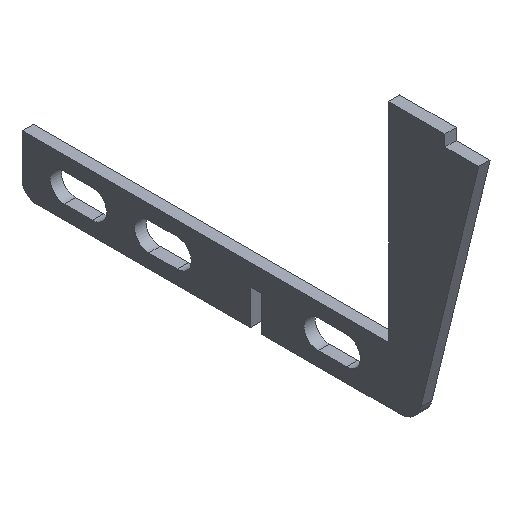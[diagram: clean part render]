
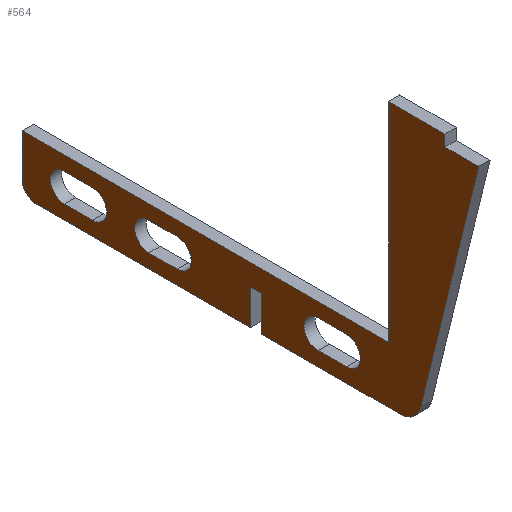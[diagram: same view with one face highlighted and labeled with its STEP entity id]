
A CAD part, isometric view. The second image highlights one B-rep face of the part: STEP entity #564.
In plain terms, the highlighted planar face has unit normal (-1, 0, 0).
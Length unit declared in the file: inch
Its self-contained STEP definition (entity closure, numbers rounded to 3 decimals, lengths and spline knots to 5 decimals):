
#18=FACE_BOUND('',#104,.T.);
#19=FACE_BOUND('',#105,.T.);
#20=FACE_BOUND('',#106,.T.);
#21=CIRCLE('',#589,0.5);
#23=CIRCLE('',#593,0.5);
#25=CIRCLE('',#597,0.5);
#27=CIRCLE('',#601,0.5);
#29=CIRCLE('',#605,0.5);
#31=CIRCLE('',#609,0.5);
#33=CIRCLE('',#612,0.75);
#35=CIRCLE('',#622,0.5);
#72=FACE_OUTER_BOUND('',#103,.T.);
#103=EDGE_LOOP('',(#491,#492,#493,#494,#495,#496,#497,#498,#499,#500,#501,
#502,#503,#504));
#104=EDGE_LOOP('',(#505,#506,#507,#508));
#105=EDGE_LOOP('',(#509,#510,#511,#512));
#106=EDGE_LOOP('',(#513,#514,#515,#516));
#107=LINE('',#787,#169);
#112=LINE('',#801,#174);
#115=LINE('',#811,#177);
#120=LINE('',#825,#182);
#123=LINE('',#835,#185);
#128=LINE('',#849,#190);
#133=LINE('',#867,#195);
#136=LINE('',#873,#198);
#139=LINE('',#879,#201);
#142=LINE('',#885,#204);
#145=LINE('',#891,#207);
#148=LINE('',#897,#210);
#151=LINE('',#903,#213);
#155=LINE('',#915,#217);
#158=LINE('',#921,#220);
#161=LINE('',#927,#223);
#164=LINE('',#933,#226);
#167=LINE('',#938,#229);
#169=VECTOR('',#635,0.3937);
#174=VECTOR('',#648,0.3937);
#177=VECTOR('',#659,0.3937);
#182=VECTOR('',#672,0.3937);
#185=VECTOR('',#683,0.3937);
#190=VECTOR('',#696,0.3937);
#195=VECTOR('',#715,0.3937);
#198=VECTOR('',#720,0.3937);
#201=VECTOR('',#725,0.3937);
#204=VECTOR('',#730,0.3937);
#207=VECTOR('',#735,0.3937);
#210=VECTOR('',#740,0.3937);
#213=VECTOR('',#745,0.3937);
#217=VECTOR('',#757,0.3937);
#220=VECTOR('',#762,0.3937);
#223=VECTOR('',#767,0.3937);
#226=VECTOR('',#772,0.3937);
#229=VECTOR('',#777,0.3937);
#231=VERTEX_POINT('',#785);
#232=VERTEX_POINT('',#786);
#235=VERTEX_POINT('',#794);
#237=VERTEX_POINT('',#800);
#239=VERTEX_POINT('',#809);
#240=VERTEX_POINT('',#810);
#243=VERTEX_POINT('',#818);
#245=VERTEX_POINT('',#824);
#247=VERTEX_POINT('',#833);
#248=VERTEX_POINT('',#834);
#251=VERTEX_POINT('',#842);
#253=VERTEX_POINT('',#848);
#255=VERTEX_POINT('',#857);
#256=VERTEX_POINT('',#858);
#259=VERTEX_POINT('',#866);
#261=VERTEX_POINT('',#872);
#263=VERTEX_POINT('',#878);
#265=VERTEX_POINT('',#884);
#267=VERTEX_POINT('',#890);
#269=VERTEX_POINT('',#896);
#271=VERTEX_POINT('',#902);
#273=VERTEX_POINT('',#908);
#275=VERTEX_POINT('',#914);
#277=VERTEX_POINT('',#920);
#279=VERTEX_POINT('',#926);
#281=VERTEX_POINT('',#932);
#283=EDGE_CURVE('',#231,#232,#107,.T.);
#287=EDGE_CURVE('',#235,#231,#21,.T.);
#290=EDGE_CURVE('',#237,#235,#112,.T.);
#293=EDGE_CURVE('',#232,#237,#23,.T.);
#295=EDGE_CURVE('',#239,#240,#115,.T.);
#299=EDGE_CURVE('',#243,#239,#25,.T.);
#302=EDGE_CURVE('',#245,#243,#120,.T.);
#305=EDGE_CURVE('',#240,#245,#27,.T.);
#307=EDGE_CURVE('',#247,#248,#123,.T.);
#311=EDGE_CURVE('',#251,#247,#29,.T.);
#314=EDGE_CURVE('',#253,#251,#128,.T.);
#317=EDGE_CURVE('',#248,#253,#31,.T.);
#319=EDGE_CURVE('',#255,#256,#33,.T.);
#323=EDGE_CURVE('',#259,#255,#133,.T.);
#326=EDGE_CURVE('',#261,#259,#136,.T.);
#329=EDGE_CURVE('',#263,#261,#139,.T.);
#332=EDGE_CURVE('',#265,#263,#142,.T.);
#335=EDGE_CURVE('',#267,#265,#145,.T.);
#338=EDGE_CURVE('',#269,#267,#148,.T.);
#341=EDGE_CURVE('',#271,#269,#151,.T.);
#344=EDGE_CURVE('',#273,#271,#35,.T.);
#347=EDGE_CURVE('',#275,#273,#155,.T.);
#350=EDGE_CURVE('',#277,#275,#158,.T.);
#353=EDGE_CURVE('',#279,#277,#161,.T.);
#356=EDGE_CURVE('',#281,#279,#164,.T.);
#359=EDGE_CURVE('',#256,#281,#167,.T.);
#491=ORIENTED_EDGE('',*,*,#359,.F.);
#492=ORIENTED_EDGE('',*,*,#319,.F.);
#493=ORIENTED_EDGE('',*,*,#323,.F.);
#494=ORIENTED_EDGE('',*,*,#326,.F.);
#495=ORIENTED_EDGE('',*,*,#329,.F.);
#496=ORIENTED_EDGE('',*,*,#332,.F.);
#497=ORIENTED_EDGE('',*,*,#335,.F.);
#498=ORIENTED_EDGE('',*,*,#338,.F.);
#499=ORIENTED_EDGE('',*,*,#341,.F.);
#500=ORIENTED_EDGE('',*,*,#344,.F.);
#501=ORIENTED_EDGE('',*,*,#347,.F.);
#502=ORIENTED_EDGE('',*,*,#350,.F.);
#503=ORIENTED_EDGE('',*,*,#353,.F.);
#504=ORIENTED_EDGE('',*,*,#356,.F.);
#505=ORIENTED_EDGE('',*,*,#317,.F.);
#506=ORIENTED_EDGE('',*,*,#307,.F.);
#507=ORIENTED_EDGE('',*,*,#311,.F.);
#508=ORIENTED_EDGE('',*,*,#314,.F.);
#509=ORIENTED_EDGE('',*,*,#305,.F.);
#510=ORIENTED_EDGE('',*,*,#295,.F.);
#511=ORIENTED_EDGE('',*,*,#299,.F.);
#512=ORIENTED_EDGE('',*,*,#302,.F.);
#513=ORIENTED_EDGE('',*,*,#293,.F.);
#514=ORIENTED_EDGE('',*,*,#283,.F.);
#515=ORIENTED_EDGE('',*,*,#287,.F.);
#516=ORIENTED_EDGE('',*,*,#290,.F.);
#536=PLANE('',#630);
#564=ADVANCED_FACE('',(#72,#18,#19,#20),#536,.F.);
#589=AXIS2_PLACEMENT_3D('',#795,#641,#642);
#593=AXIS2_PLACEMENT_3D('',#806,#653,#654);
#597=AXIS2_PLACEMENT_3D('',#819,#665,#666);
#601=AXIS2_PLACEMENT_3D('',#830,#677,#678);
#605=AXIS2_PLACEMENT_3D('',#843,#689,#690);
#609=AXIS2_PLACEMENT_3D('',#854,#701,#702);
#612=AXIS2_PLACEMENT_3D('',#859,#707,#708);
#622=AXIS2_PLACEMENT_3D('',#909,#750,#751);
#630=AXIS2_PLACEMENT_3D('',#941,#781,#782);
#635=DIRECTION('',(0.,1.,0.));
#641=DIRECTION('center_axis',(-1.,0.,0.));
#642=DIRECTION('ref_axis',(0.,1.,0.));
#648=DIRECTION('',(0.,-1.,0.));
#653=DIRECTION('center_axis',(-1.,0.,0.));
#654=DIRECTION('ref_axis',(0.,-1.,0.));
#659=DIRECTION('',(0.,1.,0.));
#665=DIRECTION('center_axis',(-1.,0.,0.));
#666=DIRECTION('ref_axis',(0.,1.,0.));
#672=DIRECTION('',(0.,-1.,0.));
#677=DIRECTION('center_axis',(-1.,0.,0.));
#678=DIRECTION('ref_axis',(0.,-1.,0.));
#683=DIRECTION('',(0.,1.,0.));
#689=DIRECTION('center_axis',(-1.,0.,0.));
#690=DIRECTION('ref_axis',(0.,1.,0.));
#696=DIRECTION('',(0.,-1.,0.));
#701=DIRECTION('center_axis',(-1.,0.,0.));
#702=DIRECTION('ref_axis',(0.,-1.,0.));
#707=DIRECTION('center_axis',(1.,0.,0.));
#708=DIRECTION('ref_axis',(0.,-0.971,-0.237));
#715=DIRECTION('',(0.,0.237,-0.971));
#720=DIRECTION('',(0.,-1.,0.));
#725=DIRECTION('',(0.,0.,-1.));
#730=DIRECTION('',(0.,-1.,0.));
#735=DIRECTION('',(0.,0.,1.));
#740=DIRECTION('',(0.,-1.,0.));
#745=DIRECTION('',(0.,0.,1.));
#750=DIRECTION('center_axis',(1.,0.,0.));
#751=DIRECTION('ref_axis',(0.,0.,-1.));
#757=DIRECTION('',(0.,1.,0.));
#762=DIRECTION('',(0.,0.,-1.));
#767=DIRECTION('',(0.,1.,0.));
#772=DIRECTION('',(0.,0.,1.));
#777=DIRECTION('',(0.,1.,0.));
#781=DIRECTION('center_axis',(1.,0.,0.));
#782=DIRECTION('ref_axis',(0.,0.,-1.));
#785=CARTESIAN_POINT('',(0.,12.5,-7.9));
#786=CARTESIAN_POINT('',(0.,13.5,-7.9));
#787=CARTESIAN_POINT('',(0.,12.5,-7.9));
#794=CARTESIAN_POINT('',(0.,12.5,-8.9));
#795=CARTESIAN_POINT('Origin',(0.,12.5,-8.4));
#800=CARTESIAN_POINT('',(0.,13.5,-8.9));
#801=CARTESIAN_POINT('',(0.,13.5,-8.9));
#806=CARTESIAN_POINT('Origin',(0.,13.5,-8.4));
#809=CARTESIAN_POINT('',(0.,9.5,-7.9));
#810=CARTESIAN_POINT('',(0.,10.5,-7.9));
#811=CARTESIAN_POINT('',(0.,9.5,-7.9));
#818=CARTESIAN_POINT('',(0.,9.5,-8.9));
#819=CARTESIAN_POINT('Origin',(0.,9.5,-8.4));
#824=CARTESIAN_POINT('',(0.,10.5,-8.9));
#825=CARTESIAN_POINT('',(0.,10.5,-8.9));
#830=CARTESIAN_POINT('Origin',(0.,10.5,-8.4));
#833=CARTESIAN_POINT('',(0.,3.5,-7.9));
#834=CARTESIAN_POINT('',(0.,4.5,-7.9));
#835=CARTESIAN_POINT('',(0.,3.5,-7.9));
#842=CARTESIAN_POINT('',(0.,3.5,-8.9));
#843=CARTESIAN_POINT('Origin',(0.,3.5,-8.4));
#848=CARTESIAN_POINT('',(0.,4.5,-8.9));
#849=CARTESIAN_POINT('',(0.,4.5,-8.9));
#854=CARTESIAN_POINT('Origin',(0.,4.5,-8.4));
#857=CARTESIAN_POINT('',(0.,0.8602,-8.82809));
#858=CARTESIAN_POINT('',(0.,1.58875,-9.4));
#859=CARTESIAN_POINT('Origin',(0.,1.58875,-8.65));
#866=CARTESIAN_POINT('',(0.,-1.2,-0.4));
#867=CARTESIAN_POINT('',(0.,-1.2,-0.4));
#872=CARTESIAN_POINT('',(0.,0.,-0.4));
#873=CARTESIAN_POINT('',(0.,0.,-0.4));
#878=CARTESIAN_POINT('',(0.,0.,0.));
#879=CARTESIAN_POINT('',(0.,0.,0.));
#884=CARTESIAN_POINT('',(0.,2.,0.));
#885=CARTESIAN_POINT('',(0.,2.,0.));
#890=CARTESIAN_POINT('',(0.,2.,-7.4));
#891=CARTESIAN_POINT('',(0.,2.,-7.4));
#896=CARTESIAN_POINT('',(0.,15.,-7.4));
#897=CARTESIAN_POINT('',(0.,15.,-7.4));
#902=CARTESIAN_POINT('',(0.,15.,-8.9));
#903=CARTESIAN_POINT('',(0.,15.,-8.9));
#908=CARTESIAN_POINT('',(0.,14.5,-9.4));
#909=CARTESIAN_POINT('Origin',(0.,14.5,-8.9));
#914=CARTESIAN_POINT('',(0.,6.9,-9.4));
#915=CARTESIAN_POINT('',(0.,1.58875,-9.4));
#920=CARTESIAN_POINT('',(0.,6.9,-8.15));
#921=CARTESIAN_POINT('',(0.,6.9,-8.15));
#926=CARTESIAN_POINT('',(0.,6.5,-8.15));
#927=CARTESIAN_POINT('',(0.,6.5,-8.15));
#932=CARTESIAN_POINT('',(0.,6.5,-9.4));
#933=CARTESIAN_POINT('',(0.,6.5,-9.4));
#938=CARTESIAN_POINT('',(0.,1.58875,-9.4));
#941=CARTESIAN_POINT('Origin',(0.,6.9,-4.7));
